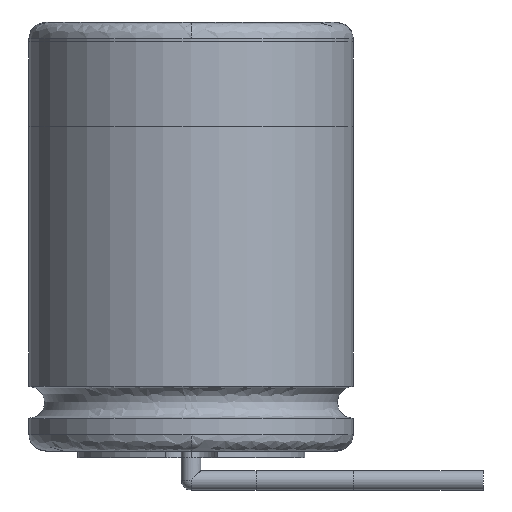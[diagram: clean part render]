
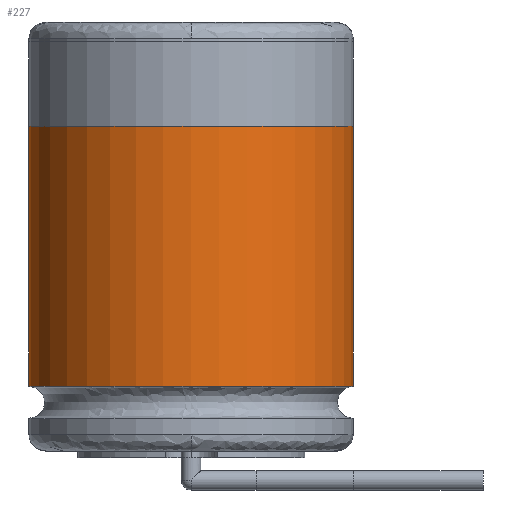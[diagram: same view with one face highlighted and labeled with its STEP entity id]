
A CAD part, left-side view. The second image highlights one B-rep face of the part: STEP entity #227.
In plain terms, the highlighted cylindrical face has radius 5 mm (diameter 10 mm), a partial arc.
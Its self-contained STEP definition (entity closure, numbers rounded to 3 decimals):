
#24 = VERTEX_POINT('',#25);
#25 = CARTESIAN_POINT('',(0.,-5.,15.2));
#32 = CYLINDRICAL_SURFACE('',#33,5.);
#33 = AXIS2_PLACEMENT_3D('',#34,#35,#36);
#34 = CARTESIAN_POINT('',(0.,0.,22.5));
#35 = DIRECTION('',(0.,0.,-1.));
#36 = DIRECTION('',(0.,1.,0.));
#86 = VERTEX_POINT('',#87);
#87 = CARTESIAN_POINT('',(0.,5.,15.2));
#113 = EDGE_CURVE('',#24,#86,#114,.T.);
#114 = SURFACE_CURVE('',#115,(#120,#127),.PCURVE_S1.);
#115 = CIRCLE('',#116,5.);
#116 = AXIS2_PLACEMENT_3D('',#117,#118,#119);
#117 = CARTESIAN_POINT('',(0.,0.,15.2));
#118 = DIRECTION('',(0.,0.,-1.));
#119 = DIRECTION('',(0.,1.,0.));
#120 = PCURVE('',#32,#121);
#121 = DEFINITIONAL_REPRESENTATION('',(#122),#126);
#122 = LINE('',#123,#124);
#123 = CARTESIAN_POINT('',(0.,7.3));
#124 = VECTOR('',#125,1.);
#125 = DIRECTION('',(1.,0.));
#126 = ( GEOMETRIC_REPRESENTATION_CONTEXT(2) 
PARAMETRIC_REPRESENTATION_CONTEXT() REPRESENTATION_CONTEXT('2D SPACE',''
  ) );
#127 = PCURVE('',#128,#133);
#128 = CYLINDRICAL_SURFACE('',#129,5.);
#129 = AXIS2_PLACEMENT_3D('',#130,#131,#132);
#130 = CARTESIAN_POINT('',(0.,0.,22.5));
#131 = DIRECTION('',(0.,0.,-1.));
#132 = DIRECTION('',(0.,1.,0.));
#133 = DEFINITIONAL_REPRESENTATION('',(#134),#138);
#134 = LINE('',#135,#136);
#135 = CARTESIAN_POINT('',(0.,7.3));
#136 = VECTOR('',#137,1.);
#137 = DIRECTION('',(1.,0.));
#138 = ( GEOMETRIC_REPRESENTATION_CONTEXT(2) 
PARAMETRIC_REPRESENTATION_CONTEXT() REPRESENTATION_CONTEXT('2D SPACE',''
  ) );
#160 = CYLINDRICAL_SURFACE('',#161,5.);
#161 = AXIS2_PLACEMENT_3D('',#162,#163,#164);
#162 = CARTESIAN_POINT('',(0.,0.,22.5));
#163 = DIRECTION('',(0.,0.,-1.));
#164 = DIRECTION('',(0.,1.,0.));
#227 = ADVANCED_FACE('',(#228),#128,.T.);
#228 = FACE_BOUND('',#229,.T.);
#229 = EDGE_LOOP('',(#230,#253,#254,#277));
#230 = ORIENTED_EDGE('',*,*,#231,.F.);
#231 = EDGE_CURVE('',#24,#232,#234,.T.);
#232 = VERTEX_POINT('',#233);
#233 = CARTESIAN_POINT('',(0.,-5.,7.2));
#234 = SURFACE_CURVE('',#235,(#239,#246),.PCURVE_S1.);
#235 = LINE('',#236,#237);
#236 = CARTESIAN_POINT('',(0.,-5.,22.5));
#237 = VECTOR('',#238,1.);
#238 = DIRECTION('',(0.,0.,-1.));
#239 = PCURVE('',#128,#240);
#240 = DEFINITIONAL_REPRESENTATION('',(#241),#245);
#241 = LINE('',#242,#243);
#242 = CARTESIAN_POINT('',(3.142,0.));
#243 = VECTOR('',#244,1.);
#244 = DIRECTION('',(0.,1.));
#245 = ( GEOMETRIC_REPRESENTATION_CONTEXT(2) 
PARAMETRIC_REPRESENTATION_CONTEXT() REPRESENTATION_CONTEXT('2D SPACE',''
  ) );
#246 = PCURVE('',#160,#247);
#247 = DEFINITIONAL_REPRESENTATION('',(#248),#252);
#248 = LINE('',#249,#250);
#249 = CARTESIAN_POINT('',(3.142,0.));
#250 = VECTOR('',#251,1.);
#251 = DIRECTION('',(0.,1.));
#252 = ( GEOMETRIC_REPRESENTATION_CONTEXT(2) 
PARAMETRIC_REPRESENTATION_CONTEXT() REPRESENTATION_CONTEXT('2D SPACE',''
  ) );
#253 = ORIENTED_EDGE('',*,*,#113,.T.);
#254 = ORIENTED_EDGE('',*,*,#255,.T.);
#255 = EDGE_CURVE('',#86,#256,#258,.T.);
#256 = VERTEX_POINT('',#257);
#257 = CARTESIAN_POINT('',(0.,5.,7.2));
#258 = SURFACE_CURVE('',#259,(#263,#270),.PCURVE_S1.);
#259 = LINE('',#260,#261);
#260 = CARTESIAN_POINT('',(0.,5.,22.5));
#261 = VECTOR('',#262,1.);
#262 = DIRECTION('',(0.,0.,-1.));
#263 = PCURVE('',#128,#264);
#264 = DEFINITIONAL_REPRESENTATION('',(#265),#269);
#265 = LINE('',#266,#267);
#266 = CARTESIAN_POINT('',(6.283,0.));
#267 = VECTOR('',#268,1.);
#268 = DIRECTION('',(0.,1.));
#269 = ( GEOMETRIC_REPRESENTATION_CONTEXT(2) 
PARAMETRIC_REPRESENTATION_CONTEXT() REPRESENTATION_CONTEXT('2D SPACE',''
  ) );
#270 = PCURVE('',#160,#271);
#271 = DEFINITIONAL_REPRESENTATION('',(#272),#276);
#272 = LINE('',#273,#274);
#273 = CARTESIAN_POINT('',(0.,0.));
#274 = VECTOR('',#275,1.);
#275 = DIRECTION('',(0.,1.));
#276 = ( GEOMETRIC_REPRESENTATION_CONTEXT(2) 
PARAMETRIC_REPRESENTATION_CONTEXT() REPRESENTATION_CONTEXT('2D SPACE',''
  ) );
#277 = ORIENTED_EDGE('',*,*,#278,.T.);
#278 = EDGE_CURVE('',#256,#232,#279,.T.);
#279 = SURFACE_CURVE('',#280,(#285,#292),.PCURVE_S1.);
#280 = CIRCLE('',#281,5.);
#281 = AXIS2_PLACEMENT_3D('',#282,#283,#284);
#282 = CARTESIAN_POINT('',(0.,0.,7.2));
#283 = DIRECTION('',(0.,0.,1.));
#284 = DIRECTION('',(0.,1.,0.));
#285 = PCURVE('',#128,#286);
#286 = DEFINITIONAL_REPRESENTATION('',(#287),#291);
#287 = LINE('',#288,#289);
#288 = CARTESIAN_POINT('',(6.283,15.3));
#289 = VECTOR('',#290,1.);
#290 = DIRECTION('',(-1.,0.));
#291 = ( GEOMETRIC_REPRESENTATION_CONTEXT(2) 
PARAMETRIC_REPRESENTATION_CONTEXT() REPRESENTATION_CONTEXT('2D SPACE',''
  ) );
#292 = PCURVE('',#293,#343);
#293 = ( BOUNDED_SURFACE() B_SPLINE_SURFACE(3,3,(
    (#294,#295,#296,#297,#298,#299,#300)
    ,(#301,#302,#303,#304,#305,#306,#307)
    ,(#308,#309,#310,#311,#312,#313,#314)
    ,(#315,#316,#317,#318,#319,#320,#321)
    ,(#322,#323,#324,#325,#326,#327,#328)
    ,(#329,#330,#331,#332,#333,#334,#335)
    ,(#336,#337,#338,#339,#340,#341,#342
)),.UNSPECIFIED.,.F.,.F.,.F.) B_SPLINE_SURFACE_WITH_KNOTS((4,3,4),(4,3,4
    ),(0.,0.5,1.),(0.,0.5,1.),.PIECEWISE_BEZIER_KNOTS.) 
GEOMETRIC_REPRESENTATION_ITEM() RATIONAL_B_SPLINE_SURFACE((
    (1.,0.43,0.43,1.,0.43,0.43
      ,1.)
    ,(0.805,0.346,0.346,0.805
      ,0.346,0.346,0.805)
    ,(0.805,0.346,0.346,0.805
      ,0.346,0.346,0.805)
    ,(1.,0.43,0.43,1.,0.43,0.43
      ,1.)
    ,(0.805,0.346,0.346,0.805
      ,0.346,0.346,0.805)
    ,(0.805,0.346,0.346,0.805
      ,0.346,0.346,0.805)
    ,(1.,0.43,0.43,1.,0.43,0.43
,1.))) REPRESENTATION_ITEM('') SURFACE() );
#294 = CARTESIAN_POINT('',(4.788,1.439,6.2));
#295 = CARTESIAN_POINT('',(2.583,8.779,6.2));
#296 = CARTESIAN_POINT('',(-5.,7.664,6.2));
#297 = CARTESIAN_POINT('',(-5.,0.,6.2));
#298 = CARTESIAN_POINT('',(-5.,-7.664,6.2));
#299 = CARTESIAN_POINT('',(2.583,-8.779,6.2));
#300 = CARTESIAN_POINT('',(4.788,-1.439,6.2));
#301 = CARTESIAN_POINT('',(4.508,1.355,6.2)
  );
#302 = CARTESIAN_POINT('',(2.431,8.265,6.2)
  );
#303 = CARTESIAN_POINT('',(-4.707,7.215,6.2
    ));
#304 = CARTESIAN_POINT('',(-4.707,0.,6.2));
#305 = CARTESIAN_POINT('',(-4.707,-7.215,
    6.2));
#306 = CARTESIAN_POINT('',(2.431,-8.265,6.2
    ));
#307 = CARTESIAN_POINT('',(4.508,-1.355,6.2
    ));
#308 = CARTESIAN_POINT('',(4.31,1.295,6.407)
  );
#309 = CARTESIAN_POINT('',(2.324,7.901,6.407)
  );
#310 = CARTESIAN_POINT('',(-4.5,6.898,6.407
    ));
#311 = CARTESIAN_POINT('',(-4.5,0.,6.407));
#312 = CARTESIAN_POINT('',(-4.5,-6.898,
    6.407));
#313 = CARTESIAN_POINT('',(2.324,-7.901,6.407
    ));
#314 = CARTESIAN_POINT('',(4.31,-1.295,6.407)
  );
#315 = CARTESIAN_POINT('',(4.31,1.295,6.7));
#316 = CARTESIAN_POINT('',(2.324,7.901,6.7));
#317 = CARTESIAN_POINT('',(-4.5,6.898,6.7));
#318 = CARTESIAN_POINT('',(-4.5,0.,6.7));
#319 = CARTESIAN_POINT('',(-4.5,-6.898,6.7));
#320 = CARTESIAN_POINT('',(2.324,-7.901,6.7));
#321 = CARTESIAN_POINT('',(4.31,-1.295,6.7));
#322 = CARTESIAN_POINT('',(4.31,1.295,6.993)
  );
#323 = CARTESIAN_POINT('',(2.324,7.901,6.993)
  );
#324 = CARTESIAN_POINT('',(-4.5,6.898,6.993
    ));
#325 = CARTESIAN_POINT('',(-4.5,0.,6.993));
#326 = CARTESIAN_POINT('',(-4.5,-6.898,
    6.993));
#327 = CARTESIAN_POINT('',(2.324,-7.901,6.993
    ));
#328 = CARTESIAN_POINT('',(4.31,-1.295,6.993)
  );
#329 = CARTESIAN_POINT('',(4.508,1.355,7.2)
  );
#330 = CARTESIAN_POINT('',(2.431,8.265,7.2)
  );
#331 = CARTESIAN_POINT('',(-4.707,7.215,7.2
    ));
#332 = CARTESIAN_POINT('',(-4.707,0.,7.2));
#333 = CARTESIAN_POINT('',(-4.707,-7.215,
    7.2));
#334 = CARTESIAN_POINT('',(2.431,-8.265,7.2
    ));
#335 = CARTESIAN_POINT('',(4.508,-1.355,7.2
    ));
#336 = CARTESIAN_POINT('',(4.788,1.439,7.2));
#337 = CARTESIAN_POINT('',(2.583,8.779,7.2));
#338 = CARTESIAN_POINT('',(-5.,7.664,7.2));
#339 = CARTESIAN_POINT('',(-5.,0.,7.2));
#340 = CARTESIAN_POINT('',(-5.,-7.664,7.2));
#341 = CARTESIAN_POINT('',(2.583,-8.779,7.2));
#342 = CARTESIAN_POINT('',(4.788,-1.439,7.2));
#343 = DEFINITIONAL_REPRESENTATION('',(#344),#370);
#344 = B_SPLINE_CURVE_WITH_KNOTS('',3,(#345,#346,#347,#348,#349,#350,
    #351,#352,#353,#354,#355,#356,#357,#358,#359,#360,#361,#362,#363,
    #364,#365,#366,#367,#368,#369),.UNSPECIFIED.,.F.,.F.,(4,1,1,1,1,1,1,
    1,1,1,1,1,1,1,1,1,1,1,1,1,1,1,4),(0.,0.143,0.286,
    0.428,0.571,0.714,0.857,
    1.,1.142,1.285,1.428,
    1.571,1.714,1.856,1.999,
    2.142,2.285,2.428,2.57,
    2.713,2.856,2.999,3.142),
  .UNSPECIFIED.);
#345 = CARTESIAN_POINT('',(1.,0.229));
#346 = CARTESIAN_POINT('',(1.,0.236));
#347 = CARTESIAN_POINT('',(1.,0.25));
#348 = CARTESIAN_POINT('',(1.,0.27));
#349 = CARTESIAN_POINT('',(1.,0.291));
#350 = CARTESIAN_POINT('',(1.,0.312));
#351 = CARTESIAN_POINT('',(1.,0.334));
#352 = CARTESIAN_POINT('',(1.,0.357));
#353 = CARTESIAN_POINT('',(1.,0.381));
#354 = CARTESIAN_POINT('',(1.,0.407));
#355 = CARTESIAN_POINT('',(1.,0.435));
#356 = CARTESIAN_POINT('',(1.,0.465));
#357 = CARTESIAN_POINT('',(1.,0.5));
#358 = CARTESIAN_POINT('',(1.,0.535));
#359 = CARTESIAN_POINT('',(1.,0.565));
#360 = CARTESIAN_POINT('',(1.,0.593));
#361 = CARTESIAN_POINT('',(1.,0.619));
#362 = CARTESIAN_POINT('',(1.,0.643));
#363 = CARTESIAN_POINT('',(1.,0.666));
#364 = CARTESIAN_POINT('',(1.,0.688));
#365 = CARTESIAN_POINT('',(1.,0.709));
#366 = CARTESIAN_POINT('',(1.,0.73));
#367 = CARTESIAN_POINT('',(1.,0.75));
#368 = CARTESIAN_POINT('',(1.,0.764));
#369 = CARTESIAN_POINT('',(1.,0.771));
#370 = ( GEOMETRIC_REPRESENTATION_CONTEXT(2) 
PARAMETRIC_REPRESENTATION_CONTEXT() REPRESENTATION_CONTEXT('2D SPACE',''
  ) );
